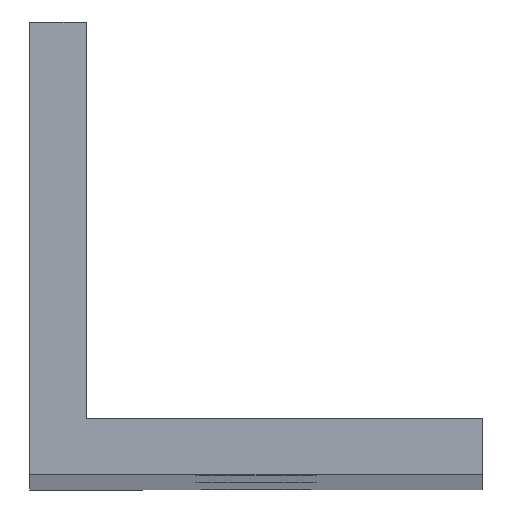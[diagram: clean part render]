
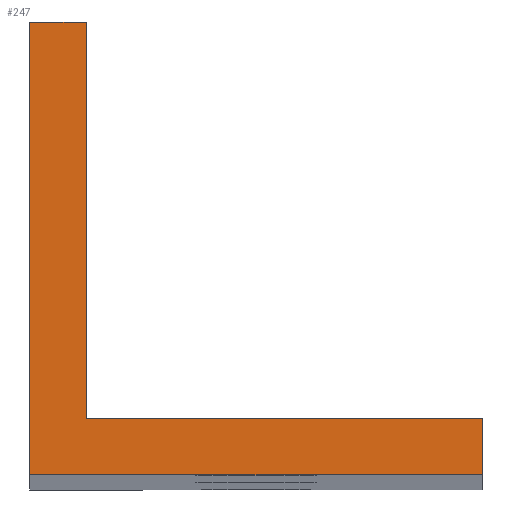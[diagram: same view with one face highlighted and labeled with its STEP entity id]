
A CAD part, top view. The second image highlights one B-rep face of the part: STEP entity #247.
In plain terms, the highlighted planar face has unit normal (0, 0, 1).
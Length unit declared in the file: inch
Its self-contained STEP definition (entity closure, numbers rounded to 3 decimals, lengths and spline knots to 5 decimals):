
#17=LINE('',#379,#35);
#20=LINE('',#385,#38);
#23=LINE('',#391,#41);
#26=LINE('',#397,#44);
#29=LINE('',#403,#47);
#32=LINE('',#407,#50);
#35=VECTOR('',#316,0.3937);
#38=VECTOR('',#321,0.3937);
#41=VECTOR('',#326,0.3937);
#44=VECTOR('',#331,0.3937);
#47=VECTOR('',#336,0.3937);
#50=VECTOR('',#341,0.3937);
#57=PLANE('',#278);
#85=FACE_OUTER_BOUND('',#113,.T.);
#113=EDGE_LOOP('',(#219,#220,#221,#222,#223,#224));
#137=VERTEX_POINT('',#376);
#138=VERTEX_POINT('',#378);
#140=VERTEX_POINT('',#384);
#142=VERTEX_POINT('',#390);
#144=VERTEX_POINT('',#396);
#146=VERTEX_POINT('',#402);
#159=EDGE_CURVE('',#138,#137,#17,.T.);
#162=EDGE_CURVE('',#140,#138,#20,.T.);
#165=EDGE_CURVE('',#142,#140,#23,.T.);
#168=EDGE_CURVE('',#144,#142,#26,.T.);
#171=EDGE_CURVE('',#146,#144,#29,.T.);
#174=EDGE_CURVE('',#137,#146,#32,.T.);
#219=ORIENTED_EDGE('',*,*,#174,.T.);
#220=ORIENTED_EDGE('',*,*,#171,.T.);
#221=ORIENTED_EDGE('',*,*,#168,.T.);
#222=ORIENTED_EDGE('',*,*,#165,.T.);
#223=ORIENTED_EDGE('',*,*,#162,.T.);
#224=ORIENTED_EDGE('',*,*,#159,.T.);
#247=ADVANCED_FACE('',(#85),#57,.T.);
#278=AXIS2_PLACEMENT_3D('',#408,#342,#343);
#316=DIRECTION('',(0.,-1.,0.));
#321=DIRECTION('',(-1.,0.,0.));
#326=DIRECTION('',(0.,1.,0.));
#331=DIRECTION('',(-1.,0.,0.));
#336=DIRECTION('',(0.,1.,0.));
#341=DIRECTION('',(1.,0.,0.));
#342=DIRECTION('center_axis',(0.,0.,1.));
#343=DIRECTION('ref_axis',(1.,0.,0.));
#376=CARTESIAN_POINT('',(0.,0.,19.375));
#378=CARTESIAN_POINT('',(0.,1.,19.375));
#379=CARTESIAN_POINT('',(0.,1.,19.375));
#384=CARTESIAN_POINT('',(0.125,1.,19.375));
#385=CARTESIAN_POINT('',(0.125,1.,19.375));
#390=CARTESIAN_POINT('',(0.125,0.125,19.375));
#391=CARTESIAN_POINT('',(0.125,0.125,19.375));
#396=CARTESIAN_POINT('',(1.,0.125,19.375));
#397=CARTESIAN_POINT('',(1.,0.125,19.375));
#402=CARTESIAN_POINT('',(1.,0.,19.375));
#403=CARTESIAN_POINT('',(1.,0.,19.375));
#407=CARTESIAN_POINT('',(0.,0.,19.375));
#408=CARTESIAN_POINT('Origin',(0.30859,0.30859,19.375));
